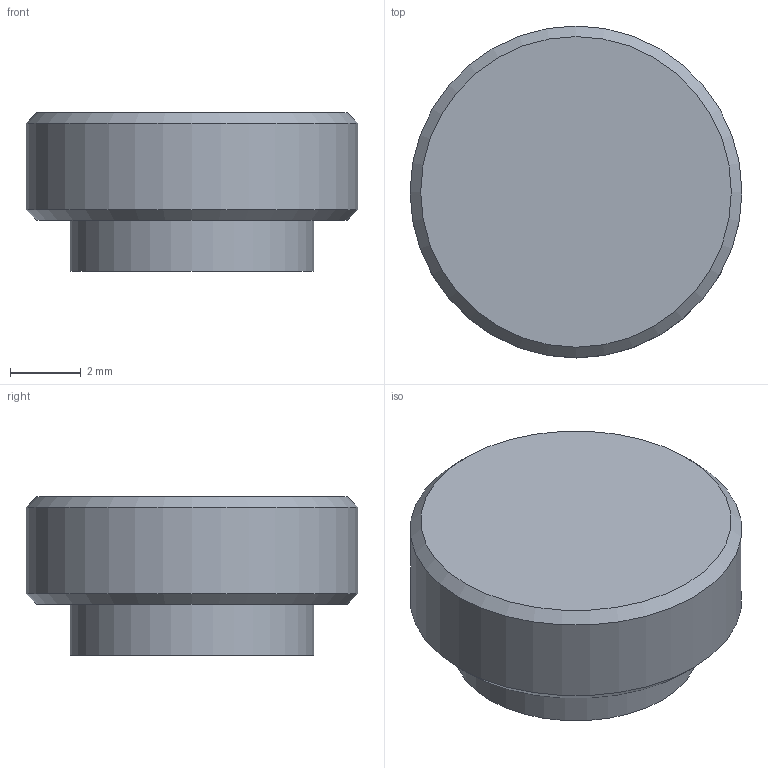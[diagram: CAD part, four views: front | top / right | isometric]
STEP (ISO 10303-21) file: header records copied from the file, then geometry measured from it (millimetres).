
FILE_DESCRIPTION(('FreeCAD Model'),'2;1');
FILE_NAME('Open CASCADE Shape Model','2025-10-19T17:50:11',(''),(''), 'Open CASCADE STEP processor 7.7','FreeCAD','Unknown');
FILE_SCHEMA(('AUTOMOTIVE_DESIGN { 1 0 10303 214 1 1 1 1 }'));
Length unit declared in the file: millimetre
Products named in the file (1): Button2
Bounding box: 9.4 x 9.4 x 4.5 mm (x, y, z)
Volume: 208.9 mm3; surface area: 372.4 mm2
Topology: 1 solids, 1 shells, 31 faces, 63 edges, 37 vertices
Faces by surface type: plane 17, cylinder 9, cone 5
Full cylindrical faces by diameter (mm): 5.9 x1, 6.9 x1, 9.398 x1
Entity records: 830 total; most frequent: DIRECTION 158, CARTESIAN_POINT 132, ORIENTED_EDGE 126, AXIS2_PLACEMENT_3D 63, EDGE_CURVE 63, VERTEX_POINT 37, FACE_BOUND 34, EDGE_LOOP 34
